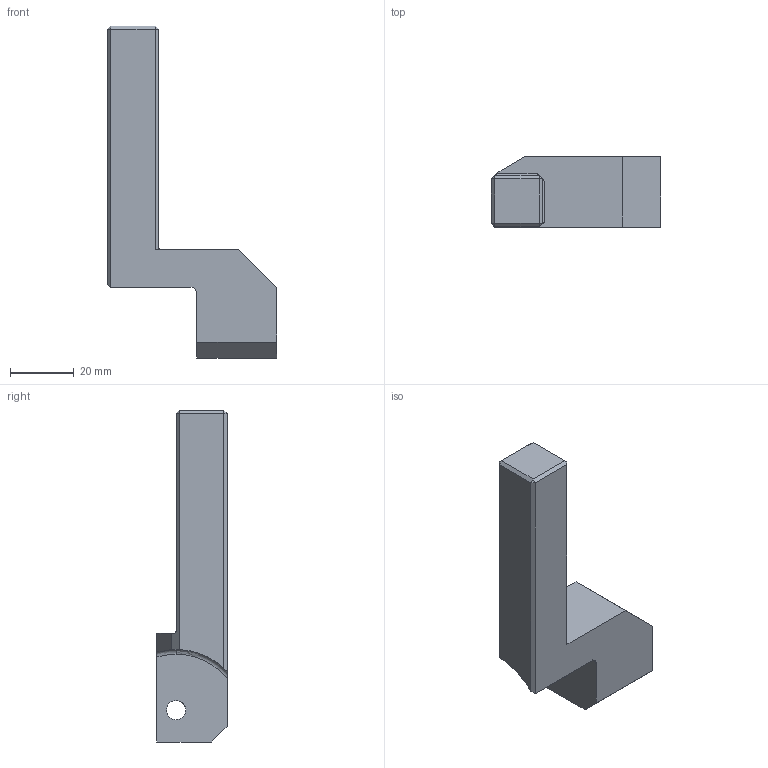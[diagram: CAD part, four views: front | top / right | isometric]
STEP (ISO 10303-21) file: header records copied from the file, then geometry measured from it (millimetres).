
FILE_DESCRIPTION(/* description */ (''),/* implementation_level */ '2;1');
FILE_NAME(/* name */ '1587020181209.stp',/* time_stamp */ '2020-04-16T12:26:33+06:00',/* author */ (''),/* organization */ ('SMS'),/* preprocessor_version */ 'ST-DEVELOPER v16.7',/* originating_system */ 'SIEMENS PLM Software NX 12.0',/* authorisation */ '');
FILE_SCHEMA (('AUTOMOTIVE_DESIGN { 1 0 10303 214 3 1 1 1 }'));
Length unit declared in the file: millimetre
Products named in the file (1): 202965420mod000_00
Bounding box: 53 x 22 x 104 mm (x, y, z)
Volume: 37673.9 mm3; surface area: 10408.3 mm2
Topology: 1 solids, 2 shells, 41 faces, 100 edges, 64 vertices
Faces by surface type: plane 27, cylinder 8, cone 4, torus 2
Full cylindrical faces by diameter (mm): 2.5 x1, 6 x1
Entity records: 1360 total; most frequent: CARTESIAN_POINT 336, ORIENTED_EDGE 204, DIRECTION 195, EDGE_CURVE 102, LINE 71, VECTOR 71, VERTEX_POINT 66, AXIS2_PLACEMENT_3D 62
